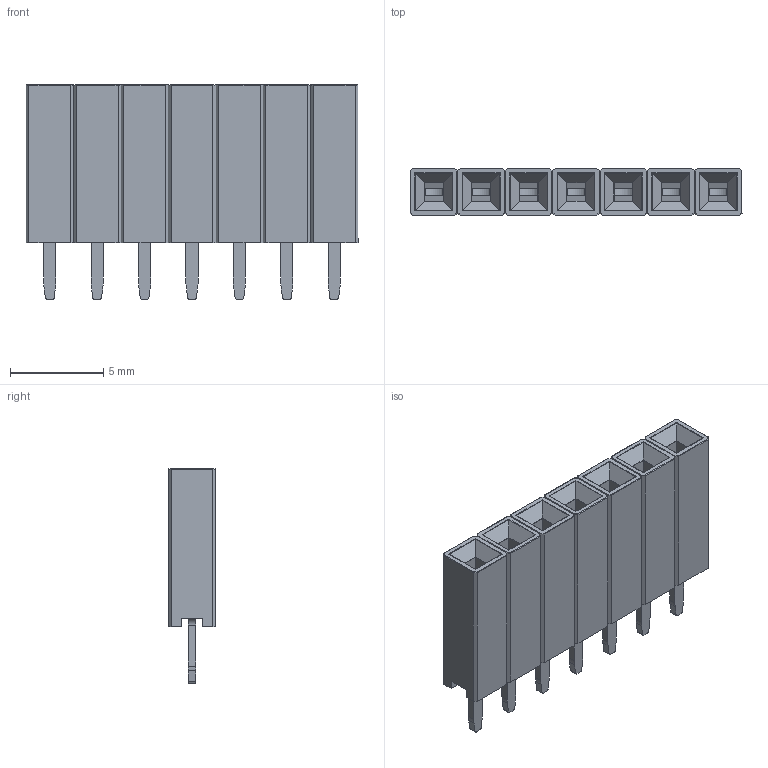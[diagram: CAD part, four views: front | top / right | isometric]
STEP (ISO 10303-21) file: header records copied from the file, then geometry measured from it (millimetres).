
FILE_DESCRIPTION (( 'STEP AP214' ), '1' );
FILE_NAME ('OLED SIP2.54-7P.STEP', '2018-02-01T02:58:46', ( 'Microsoft' ), ( 'Microsoft' ), 'SwSTEP 2.0', 'SolidWorks 2016', '' );
FILE_SCHEMA (( 'AUTOMOTIVE_DESIGN' ));
Length unit declared in the file: millimetre
Products named in the file (4): 761204432; LOGOԲ_3; HDR2.54-1P_M; OLED SIP2.54-7P
Assembly tree (9 placements, depth 3):
  OLED SIP2.54-7P
    761204432  x7
      HDR2.54-1P_M
      LOGOԲ_3
Bounding box: 17.78 x 2.54 x 11.5 mm (x, y, z)
Volume: 323.1 mm3; surface area: 1161.6 mm2
Topology: 14 solids, 140 shells, 1183 faces, 2919 edges, 1890 vertices
Faces by surface type: plane 651, cylinder 329, bspline 203
Entity records: 7237 total; most frequent: CARTESIAN_POINT 1383, ORIENTED_EDGE 798, DIRECTION 713, EDGE_CURVE 417, VECTOR 281, LINE 281, VERTEX_POINT 270, AXIS2_PLACEMENT_3D 216
